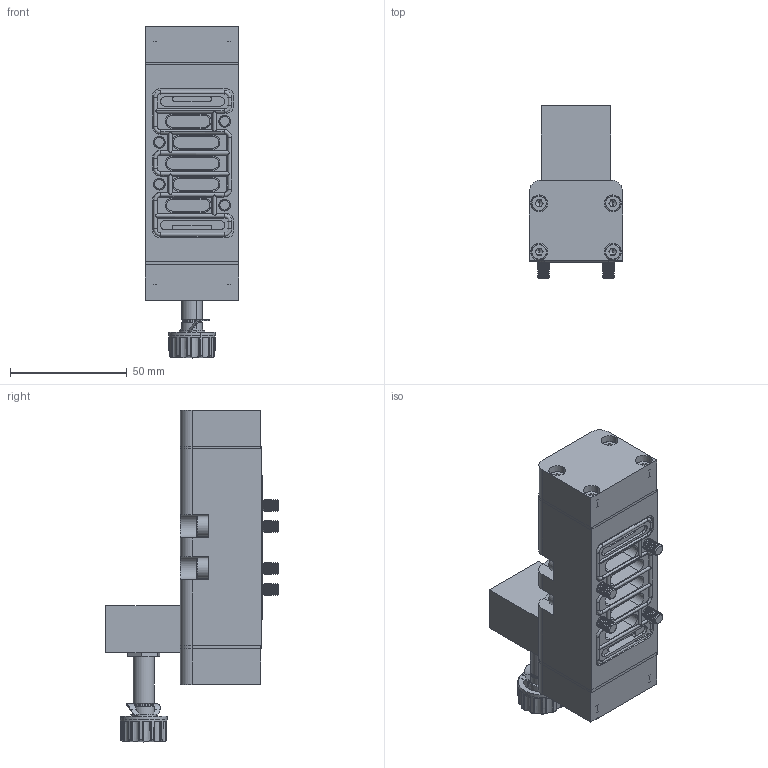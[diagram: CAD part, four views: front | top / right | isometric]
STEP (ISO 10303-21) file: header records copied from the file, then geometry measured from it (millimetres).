
FILE_DESCRIPTION (( 'STEP AP214' ), '1' );
FILE_NAME ('06_001_4.STEP', '2016-06-24T14:19:51', ( '' ), ( '' ), 'SwSTEP 2.0', 'SolidWorks 2016', '' );
FILE_SCHEMA (( 'AUTOMOTIVE_DESIGN' ));
Length unit declared in the file: millimetre
Products named in the file (1): 06_001_4
Bounding box: 40 x 74 x 142.45 mm (x, y, z)
Volume: 174343.6 mm3; surface area: 53963.4 mm2
Topology: 22 solids, 23 shells, 3027 faces, 7819 edges, 4860 vertices
Faces by surface type: cone 1419, cylinder 922, plane 560, torus 114, sphere 8, bspline 4
Entity records: 97445 total; most frequent: DIRECTION 17583, CARTESIAN_POINT 17312, ORIENTED_EDGE 15552, EDGE_CURVE 7776, AXIS2_PLACEMENT_3D 7124, VERTEX_POINT 4851, CIRCLE 4100, VECTOR 3335
